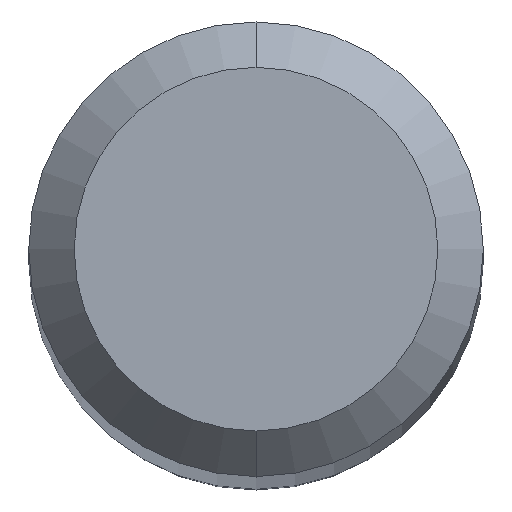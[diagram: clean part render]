
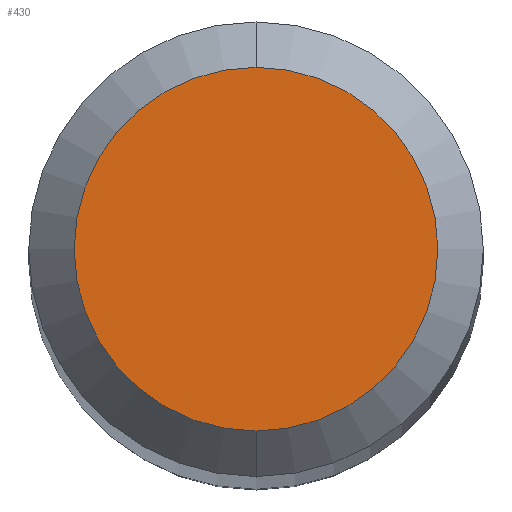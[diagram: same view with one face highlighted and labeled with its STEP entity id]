
A CAD part, top view. The second image highlights one B-rep face of the part: STEP entity #430.
In plain terms, the highlighted planar face has unit normal (0, 0, 1).
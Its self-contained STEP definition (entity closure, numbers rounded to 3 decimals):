
#378=EDGE_CURVE('',#402,#426,#701,.T.);
#402=VERTEX_POINT('',#728);
#426=VERTEX_POINT('',#753);
#430=ADVANCED_FACE('',(#757),#758,.T.);
#442=EDGE_CURVE('',#426,#402,#772,.T.);
#701=CIRCLE('',#1274,1.2);
#728=CARTESIAN_POINT('',(0.,-1.2,0.0));
#753=CARTESIAN_POINT('',(0.0,1.2,0.0));
#757=FACE_OUTER_BOUND('',#1374,.T.);
#758=PLANE('',#1375);
#772=CIRCLE('',#1392,1.2);
#1274=AXIS2_PLACEMENT_3D('',#1670,#1671,#1672);
#1374=EDGE_LOOP('',(#1733,#1734));
#1375=AXIS2_PLACEMENT_3D('',#1735,#1736,#1737);
#1392=AXIS2_PLACEMENT_3D('',#1755,#1756,#1757);
#1670=CARTESIAN_POINT('',(0.0,0.0,0.0));
#1671=DIRECTION('',(0.0,0.0,-1.0));
#1672=DIRECTION('',(0.0,1.0,0.0));
#1733=ORIENTED_EDGE('',*,*,#442,.F.);
#1734=ORIENTED_EDGE('',*,*,#378,.F.);
#1735=CARTESIAN_POINT('',(0.0,0.6,0.0));
#1736=DIRECTION('',(-0.0,0.0,1.0));
#1737=DIRECTION('',(0.0,-1.0,0.0));
#1755=CARTESIAN_POINT('',(0.0,0.0,0.0));
#1756=DIRECTION('',(0.0,0.0,-1.0));
#1757=DIRECTION('',(0.0,1.0,0.0));
